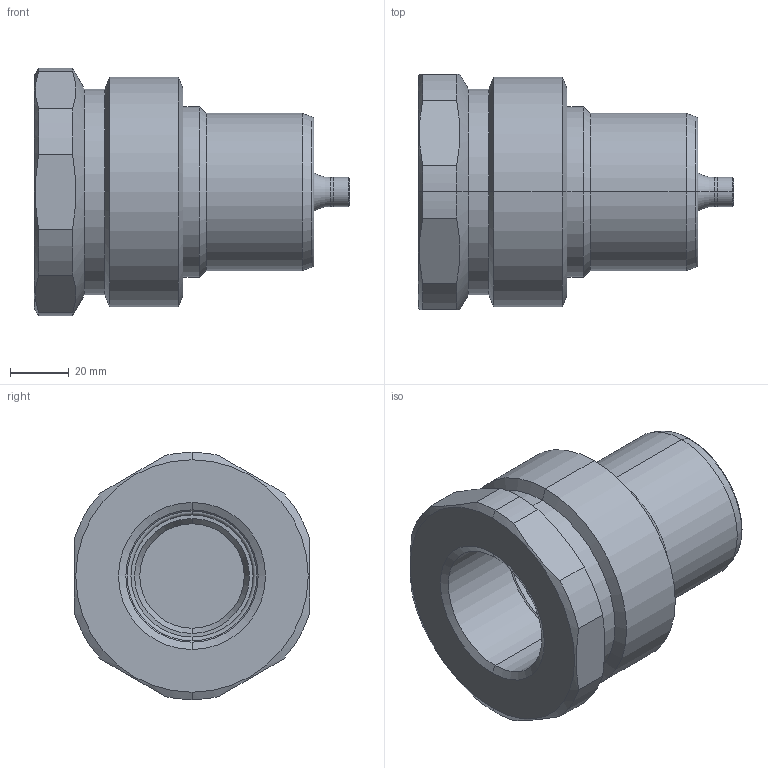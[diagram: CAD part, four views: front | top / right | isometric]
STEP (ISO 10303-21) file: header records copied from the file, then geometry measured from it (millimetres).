
FILE_DESCRIPTION (( 'STEP AP214' ), '1' );
FILE_NAME ('BH40.7107_IC_JV.STEP', '2016-10-12T13:33:25', ( '' ), ( '' ), 'SwSTEP 2.0', 'SolidWorks 2016', '' );
FILE_SCHEMA (( 'AUTOMOTIVE_DESIGN' ));
Length unit declared in the file: millimetre
Products named in the file (1): BH40.7107_IC_JV
Bounding box: 107.15 x 80 x 83.98 mm (x, y, z)
Volume: 284714.4 mm3; surface area: 36405.3 mm2
Topology: 1 solids, 1 shells, 68 faces, 147 edges, 86 vertices
Faces by surface type: cylinder 27, cone 20, plane 13, torus 8
Entity records: 1985 total; most frequent: CARTESIAN_POINT 410, DIRECTION 355, ORIENTED_EDGE 294, AXIS2_PLACEMENT_3D 151, EDGE_CURVE 147, VERTEX_POINT 86, CIRCLE 82, EDGE_LOOP 73
